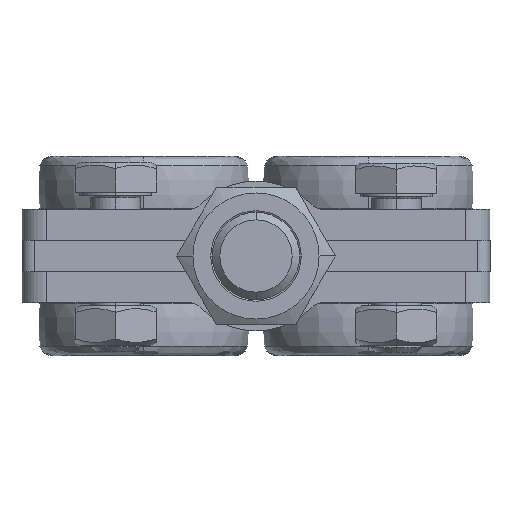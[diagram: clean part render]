
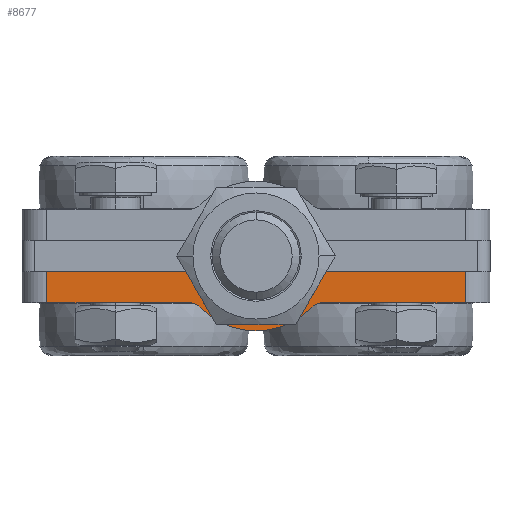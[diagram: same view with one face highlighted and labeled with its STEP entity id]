
A CAD part, front view. The second image highlights one B-rep face of the part: STEP entity #8677.
In plain terms, the highlighted planar face has unit normal (0, -1, 0).
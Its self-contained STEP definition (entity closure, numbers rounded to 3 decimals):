
#581 = DIRECTION ( 'NONE',  ( -1., 0., 0. ) ) ;
#851 = CARTESIAN_POINT ( 'NONE',  ( 4.759, 0., -4.633 ) ) ;
#857 = CARTESIAN_POINT ( 'NONE',  ( -33.5, 0., -2.5 ) ) ;
#977 = CIRCLE ( 'NONE', #1768, 8. ) ;
#1495 = EDGE_CURVE ( 'NONE', #20676, #22032, #10282, .T. ) ;
#1494 = ORIENTED_EDGE ( 'NONE', *, *, #1495, .T. ) ;
#1762 = LINE ( 'NONE', #4061, #7113 ) ;
#1768 = AXIS2_PLACEMENT_3D ( 'NONE', #8834, #5270, #3413 ) ;
#1831 = CARTESIAN_POINT ( 'NONE',  ( 33.5, 0., -2.5 ) ) ;
#2312 = EDGE_CURVE ( 'NONE', #7678, #6136, #21344, .T. ) ;
#2403 = LINE ( 'NONE', #6187, #13750 ) ;
#3164 = VECTOR ( 'NONE', #24410, 1000. ) ;
#3413 = DIRECTION ( 'NONE',  ( -1., 0., 0. ) ) ;
#3742 = PLANE ( 'NONE',  #9622 ) ;
#3834 = VERTEX_POINT ( 'NONE', #19535 ) ;
#3938 = CARTESIAN_POINT ( 'NONE',  ( -33.5, 0., -7.5 ) ) ;
#4061 = CARTESIAN_POINT ( 'NONE',  ( -37.5, 0., -7.5 ) ) ;
#4143 = ORIENTED_EDGE ( 'NONE', *, *, #5509, .T. ) ;
#4354 = CARTESIAN_POINT ( 'NONE',  ( -4.759, 0., -4.633 ) ) ;
#4419 = DIRECTION ( 'NONE',  ( 0., 0., -1. ) ) ;
#4947 = CIRCLE ( 'NONE', #8478, 7. ) ;
#5270 = DIRECTION ( 'NONE',  ( 0., 1., 0. ) ) ;
#5509 = EDGE_CURVE ( 'NONE', #3834, #22277, #1762, .T. ) ;
#5582 = CARTESIAN_POINT ( 'NONE',  ( 37.5, 0., -2.5 ) ) ;
#5761 = VERTEX_POINT ( 'NONE', #15175 ) ;
#6136 = VERTEX_POINT ( 'NONE', #3938 ) ;
#6187 = CARTESIAN_POINT ( 'NONE',  ( -37.5, 0., -2.5 ) ) ;
#6325 = CIRCLE ( 'NONE', #8285, 2.5 ) ;
#6351 = VECTOR ( 'NONE', #4419, 1000. ) ;
#6506 = VERTEX_POINT ( 'NONE', #4354 ) ;
#6925 = AXIS2_PLACEMENT_3D ( 'NONE', #19348, #9961, #581 ) ;
#7057 = CIRCLE ( 'NONE', #8276, 8. ) ;
#7113 = VECTOR ( 'NONE', #7373, 1000. ) ;
#7373 = DIRECTION ( 'NONE',  ( 1., 0., 0. ) ) ;
#7524 = CARTESIAN_POINT ( 'NONE',  ( -10.712, 0., -7.5 ) ) ;
#7678 = VERTEX_POINT ( 'NONE', #11970 ) ;
#8159 = DIRECTION ( 'NONE',  ( 0., 1., 0. ) ) ;
#8276 = AXIS2_PLACEMENT_3D ( 'NONE', #24288, #9348, #23797 ) ;
#8285 = AXIS2_PLACEMENT_3D ( 'NONE', #23119, #8159, #15740 ) ;
#8478 = AXIS2_PLACEMENT_3D ( 'NONE', #24011, #16486, #12765 ) ;
#8492 = ORIENTED_EDGE ( 'NONE', *, *, #16963, .T. ) ;
#8677 = ADVANCED_FACE ( 'NONE', ( #20683 ), #3742, .T. ) ;
#8818 = VERTEX_POINT ( 'NONE', #22113 ) ;
#8834 = CARTESIAN_POINT ( 'NONE',  ( 10.198, 0., -10.5 ) ) ;
#9245 = VECTOR ( 'NONE', #22143, 1000. ) ;
#9290 = ORIENTED_EDGE ( 'NONE', *, *, #18620, .F. ) ;
#9348 = DIRECTION ( 'NONE',  ( 0., -1., 0. ) ) ;
#9622 = AXIS2_PLACEMENT_3D ( 'NONE', #9797, #22758, #21389 ) ;
#9797 = CARTESIAN_POINT ( 'NONE',  ( -37.5, 0., -2.5 ) ) ;
#9961 = DIRECTION ( 'NONE',  ( 0., -1., 0. ) ) ;
#10282 = CIRCLE ( 'NONE', #19762, 2.5 ) ;
#11745 = CARTESIAN_POINT ( 'NONE',  ( -10.712, 0., -10. ) ) ;
#11970 = CARTESIAN_POINT ( 'NONE',  ( -33.5, 0., -2.5 ) ) ;
#12252 = CARTESIAN_POINT ( 'NONE',  ( -8.927, 0., -8.25 ) ) ;
#12512 = EDGE_CURVE ( 'NONE', #5761, #22277, #12915, .T. ) ;
#12548 = EDGE_CURVE ( 'NONE', #6506, #8818, #7057, .T. ) ;
#12640 = EDGE_CURVE ( 'NONE', #6136, #20676, #20954, .T. ) ;
#12765 = DIRECTION ( 'NONE',  ( -1., 0., 0. ) ) ;
#12915 = LINE ( 'NONE', #1831, #13423 ) ;
#13423 = VECTOR ( 'NONE', #18595, 1000. ) ;
#13469 = ORIENTED_EDGE ( 'NONE', *, *, #22769, .T. ) ;
#13674 = ORIENTED_EDGE ( 'NONE', *, *, #12640, .T. ) ;
#13750 = VECTOR ( 'NONE', #13758, 1000. ) ;
#13758 = DIRECTION ( 'NONE',  ( -1., 0., 0. ) ) ;
#13956 = EDGE_LOOP ( 'NONE', ( #13469, #8492, #4143, #17625, #24159, #9290, #19342, #15326, #15388, #18347, #13674, #1494 ) ) ;
#14444 = CARTESIAN_POINT ( 'NONE',  ( 8.927, 0., -8.25 ) ) ;
#15175 = CARTESIAN_POINT ( 'NONE',  ( 33.5, 0., -2.5 ) ) ;
#15326 = ORIENTED_EDGE ( 'NONE', *, *, #12548, .T. ) ;
#15388 = ORIENTED_EDGE ( 'NONE', *, *, #23995, .T. ) ;
#15391 = CARTESIAN_POINT ( 'NONE',  ( 10.198, 0., -2.5 ) ) ;
#15740 = DIRECTION ( 'NONE',  ( -1., 0., 0. ) ) ;
#16486 = DIRECTION ( 'NONE',  ( 0., 1., 0. ) ) ;
#16963 = EDGE_CURVE ( 'NONE', #17265, #3834, #6325, .T. ) ;
#17265 = VERTEX_POINT ( 'NONE', #14444 ) ;
#17374 = CARTESIAN_POINT ( 'NONE',  ( -37.5, 0., -7.5 ) ) ;
#17625 = ORIENTED_EDGE ( 'NONE', *, *, #12512, .F. ) ;
#18347 = ORIENTED_EDGE ( 'NONE', *, *, #2312, .T. ) ;
#18595 = DIRECTION ( 'NONE',  ( 0., 0., -1. ) ) ;
#18620 = EDGE_CURVE ( 'NONE', #21609, #20980, #977, .T. ) ;
#18872 = EDGE_CURVE ( 'NONE', #20980, #5761, #22517, .T. ) ;
#19291 = DIRECTION ( 'NONE',  ( 0., 1., 0. ) ) ;
#19342 = ORIENTED_EDGE ( 'NONE', *, *, #21180, .T. ) ;
#19348 = CARTESIAN_POINT ( 'NONE',  ( 0., 0., 0.5 ) ) ;
#19535 = CARTESIAN_POINT ( 'NONE',  ( 10.712, 0., -7.5 ) ) ;
#19762 = AXIS2_PLACEMENT_3D ( 'NONE', #11745, #19291, #22624 ) ;
#20676 = VERTEX_POINT ( 'NONE', #7524 ) ;
#20683 = FACE_OUTER_BOUND ( 'NONE', #13956, .T. ) ;
#20954 = LINE ( 'NONE', #17374, #3164 ) ;
#20980 = VERTEX_POINT ( 'NONE', #15391 ) ;
#21180 = EDGE_CURVE ( 'NONE', #21609, #6506, #4947, .T. ) ;
#21228 = CIRCLE ( 'NONE', #6925, 12.5 ) ;
#21344 = LINE ( 'NONE', #857, #6351 ) ;
#21389 = DIRECTION ( 'NONE',  ( -1., 0., 0. ) ) ;
#21609 = VERTEX_POINT ( 'NONE', #851 ) ;
#22032 = VERTEX_POINT ( 'NONE', #12252 ) ;
#22113 = CARTESIAN_POINT ( 'NONE',  ( -10.198, 0., -2.5 ) ) ;
#22143 = DIRECTION ( 'NONE',  ( 1., 0., 0. ) ) ;
#22277 = VERTEX_POINT ( 'NONE', #23216 ) ;
#22517 = LINE ( 'NONE', #5582, #9245 ) ;
#22624 = DIRECTION ( 'NONE',  ( -1., 0., 0. ) ) ;
#22758 = DIRECTION ( 'NONE',  ( 0., -1., 0. ) ) ;
#22769 = EDGE_CURVE ( 'NONE', #22032, #17265, #21228, .T. ) ;
#23119 = CARTESIAN_POINT ( 'NONE',  ( 10.712, 0., -10. ) ) ;
#23216 = CARTESIAN_POINT ( 'NONE',  ( 33.5, 0., -7.5 ) ) ;
#23797 = DIRECTION ( 'NONE',  ( -1., 0., 0. ) ) ;
#23995 = EDGE_CURVE ( 'NONE', #8818, #7678, #2403, .T. ) ;
#24011 = CARTESIAN_POINT ( 'NONE',  ( 0., 0., 0.5 ) ) ;
#24159 = ORIENTED_EDGE ( 'NONE', *, *, #18872, .F. ) ;
#24288 = CARTESIAN_POINT ( 'NONE',  ( -10.198, 0., -10.5 ) ) ;
#24410 = DIRECTION ( 'NONE',  ( 1., 0., 0. ) ) ;
